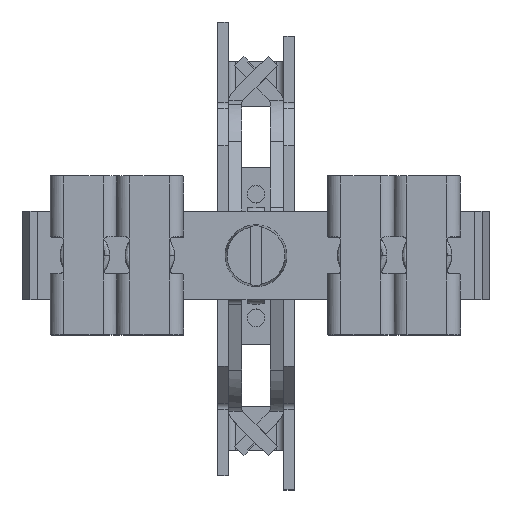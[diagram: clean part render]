
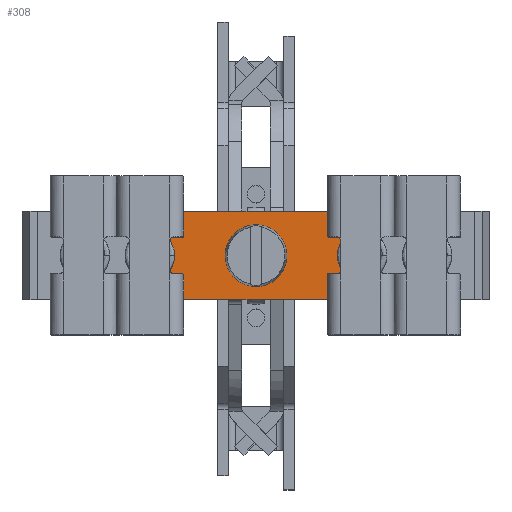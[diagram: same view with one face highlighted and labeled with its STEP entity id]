
A CAD part, top view. The second image highlights one B-rep face of the part: STEP entity #308.
In plain terms, the highlighted planar face has unit normal (0, 0, 1).
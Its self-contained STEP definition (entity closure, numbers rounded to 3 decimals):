
#123=AXIS2_PLACEMENT_3D('Plane Axis2P3D',#120,#121,#122) ;
#292=AXIS2_PLACEMENT_3D('Circle Axis2P3D',#290,#291,$) ;
#301=AXIS2_PLACEMENT_3D('Circle Axis2P3D',#299,#300,$) ;
#120=CARTESIAN_POINT('Axis2P3D Location',(1.8,26.5,33.95)) ;
#192=CARTESIAN_POINT('Line Origine',(36.04,22.95,33.95)) ;
#196=CARTESIAN_POINT('Vertex',(36.04,21.5,33.95)) ;
#198=CARTESIAN_POINT('Vertex',(36.04,24.4,33.95)) ;
#201=CARTESIAN_POINT('Line Origine',(36.12,24.4,33.95)) ;
#205=CARTESIAN_POINT('Vertex',(36.2,24.4,33.95)) ;
#208=CARTESIAN_POINT('Line Origine',(36.2,26.5,33.95)) ;
#212=CARTESIAN_POINT('Vertex',(36.2,28.6,33.95)) ;
#215=CARTESIAN_POINT('Line Origine',(36.12,28.6,33.95)) ;
#219=CARTESIAN_POINT('Vertex',(36.04,28.6,33.95)) ;
#222=CARTESIAN_POINT('Line Origine',(36.04,30.05,33.95)) ;
#226=CARTESIAN_POINT('Vertex',(36.04,31.5,33.95)) ;
#229=CARTESIAN_POINT('Line Origine',(26.616,31.5,33.95)) ;
#233=CARTESIAN_POINT('Vertex',(17.192,31.5,33.95)) ;
#236=CARTESIAN_POINT('Line Origine',(17.192,30.05,33.95)) ;
#240=CARTESIAN_POINT('Vertex',(17.192,28.6,33.95)) ;
#243=CARTESIAN_POINT('Line Origine',(16.996,28.6,33.95)) ;
#247=CARTESIAN_POINT('Vertex',(16.8,28.6,33.95)) ;
#250=CARTESIAN_POINT('Line Origine',(16.8,26.5,33.95)) ;
#254=CARTESIAN_POINT('Vertex',(16.8,24.4,33.95)) ;
#257=CARTESIAN_POINT('Line Origine',(16.996,24.4,33.95)) ;
#261=CARTESIAN_POINT('Vertex',(17.192,24.4,33.95)) ;
#264=CARTESIAN_POINT('Line Origine',(17.192,22.95,33.95)) ;
#268=CARTESIAN_POINT('Vertex',(17.192,21.5,33.95)) ;
#271=CARTESIAN_POINT('Line Origine',(26.616,21.5,33.95)) ;
#290=CARTESIAN_POINT('Axis2P3D Location',(26.5,26.5,33.95)) ;
#294=CARTESIAN_POINT('Vertex',(29.55,24.834,33.95)) ;
#296=CARTESIAN_POINT('Vertex',(23.45,28.166,33.95)) ;
#299=CARTESIAN_POINT('Axis2P3D Location',(26.5,26.5,33.95)) ;
#121=DIRECTION('Axis2P3D Direction',(0.,0.,-1.)) ;
#122=DIRECTION('Axis2P3D XDirection',(1.,0.,0.)) ;
#193=DIRECTION('Vector Direction',(0.,1.,0.)) ;
#202=DIRECTION('Vector Direction',(-1.,0.,0.)) ;
#209=DIRECTION('Vector Direction',(0.,-1.,0.)) ;
#216=DIRECTION('Vector Direction',(-1.,0.,0.)) ;
#223=DIRECTION('Vector Direction',(0.,1.,0.)) ;
#230=DIRECTION('Vector Direction',(1.,0.,0.)) ;
#237=DIRECTION('Vector Direction',(0.,1.,0.)) ;
#244=DIRECTION('Vector Direction',(1.,0.,0.)) ;
#251=DIRECTION('Vector Direction',(0.,-1.,0.)) ;
#258=DIRECTION('Vector Direction',(1.,0.,0.)) ;
#265=DIRECTION('Vector Direction',(0.,1.,0.)) ;
#272=DIRECTION('Vector Direction',(1.,0.,0.)) ;
#291=DIRECTION('Axis2P3D Direction',(0.,0.,-1.)) ;
#300=DIRECTION('Axis2P3D Direction',(0.,0.,-1.)) ;
#194=VECTOR('Line Direction',#193,1.) ;
#203=VECTOR('Line Direction',#202,1.) ;
#210=VECTOR('Line Direction',#209,1.) ;
#217=VECTOR('Line Direction',#216,1.) ;
#224=VECTOR('Line Direction',#223,1.) ;
#231=VECTOR('Line Direction',#230,1.) ;
#238=VECTOR('Line Direction',#237,1.) ;
#245=VECTOR('Line Direction',#244,1.) ;
#252=VECTOR('Line Direction',#251,1.) ;
#259=VECTOR('Line Direction',#258,1.) ;
#266=VECTOR('Line Direction',#265,1.) ;
#273=VECTOR('Line Direction',#272,1.) ;
#277=ORIENTED_EDGE('',*,*,#200,.T.) ;
#278=ORIENTED_EDGE('',*,*,#207,.F.) ;
#279=ORIENTED_EDGE('',*,*,#214,.F.) ;
#280=ORIENTED_EDGE('',*,*,#221,.T.) ;
#281=ORIENTED_EDGE('',*,*,#228,.T.) ;
#282=ORIENTED_EDGE('',*,*,#235,.T.) ;
#283=ORIENTED_EDGE('',*,*,#242,.F.) ;
#284=ORIENTED_EDGE('',*,*,#249,.F.) ;
#285=ORIENTED_EDGE('',*,*,#256,.T.) ;
#286=ORIENTED_EDGE('',*,*,#263,.T.) ;
#287=ORIENTED_EDGE('',*,*,#270,.F.) ;
#288=ORIENTED_EDGE('',*,*,#275,.F.) ;
#305=ORIENTED_EDGE('',*,*,#298,.T.) ;
#306=ORIENTED_EDGE('',*,*,#303,.T.) ;
#307=FACE_BOUND('',#304,.T.) ;
#308=ADVANCED_FACE('V1',(#289,#307),#124,.F.) ;
#293=CIRCLE('generated circle',#292,3.475) ;
#302=CIRCLE('generated circle',#301,3.475) ;
#200=EDGE_CURVE('',#197,#199,#195,.T.) ;
#207=EDGE_CURVE('',#206,#199,#204,.T.) ;
#214=EDGE_CURVE('',#213,#206,#211,.T.) ;
#221=EDGE_CURVE('',#213,#220,#218,.T.) ;
#228=EDGE_CURVE('',#220,#227,#225,.T.) ;
#235=EDGE_CURVE('',#227,#234,#232,.F.) ;
#242=EDGE_CURVE('',#241,#234,#239,.T.) ;
#249=EDGE_CURVE('',#248,#241,#246,.T.) ;
#256=EDGE_CURVE('',#248,#255,#253,.T.) ;
#263=EDGE_CURVE('',#255,#262,#260,.T.) ;
#270=EDGE_CURVE('',#269,#262,#267,.T.) ;
#275=EDGE_CURVE('',#197,#269,#274,.F.) ;
#298=EDGE_CURVE('',#295,#297,#293,.T.) ;
#303=EDGE_CURVE('',#297,#295,#302,.T.) ;
#276=EDGE_LOOP('',(#277,#278,#279,#280,#281,#282,#283,#284,#285,#286,#287,#288)) ;
#304=EDGE_LOOP('',(#305,#306)) ;
#289=FACE_OUTER_BOUND('',#276,.T.) ;
#195=LINE('Line',#192,#194) ;
#204=LINE('Line',#201,#203) ;
#211=LINE('Line',#208,#210) ;
#218=LINE('Line',#215,#217) ;
#225=LINE('Line',#222,#224) ;
#232=LINE('Line',#229,#231) ;
#239=LINE('Line',#236,#238) ;
#246=LINE('Line',#243,#245) ;
#253=LINE('Line',#250,#252) ;
#260=LINE('Line',#257,#259) ;
#267=LINE('Line',#264,#266) ;
#274=LINE('Line',#271,#273) ;
#124=PLANE('',#123) ;
#197=VERTEX_POINT('',#196) ;
#199=VERTEX_POINT('',#198) ;
#206=VERTEX_POINT('',#205) ;
#213=VERTEX_POINT('',#212) ;
#220=VERTEX_POINT('',#219) ;
#227=VERTEX_POINT('',#226) ;
#234=VERTEX_POINT('',#233) ;
#241=VERTEX_POINT('',#240) ;
#248=VERTEX_POINT('',#247) ;
#255=VERTEX_POINT('',#254) ;
#262=VERTEX_POINT('',#261) ;
#269=VERTEX_POINT('',#268) ;
#295=VERTEX_POINT('',#294) ;
#297=VERTEX_POINT('',#296) ;
